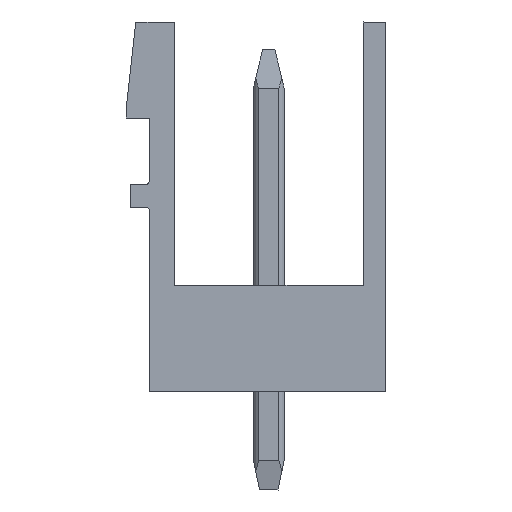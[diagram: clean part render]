
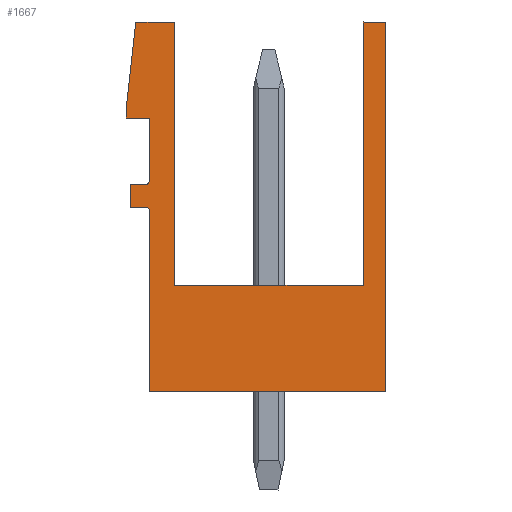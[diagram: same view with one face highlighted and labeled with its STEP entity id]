
A CAD part, left-side view. The second image highlights one B-rep face of the part: STEP entity #1667.
In plain terms, the highlighted planar face has unit normal (-1, 0, 0).
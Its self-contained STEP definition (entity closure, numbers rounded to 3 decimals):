
#1302=AXIS2_PLACEMENT_3D('Circle Axis2P3D',#1300,#1301,$) ;
#1398=AXIS2_PLACEMENT_3D('Circle Axis2P3D',#1396,#1397,$) ;
#1636=AXIS2_PLACEMENT_3D('Plane Axis2P3D',#1633,#1634,#1635) ;
#89=CARTESIAN_POINT('Vertex',(0.,6.86,6.65)) ;
#92=CARTESIAN_POINT('Line Origine',(0.,3.795,6.65)) ;
#96=CARTESIAN_POINT('Vertex',(0.,0.73,6.65)) ;
#1190=CARTESIAN_POINT('Line Origine',(0.,0.73,10.925)) ;
#1194=CARTESIAN_POINT('Vertex',(0.,0.73,15.2)) ;
#1273=CARTESIAN_POINT('Vertex',(0.,7.68,3.2)) ;
#1276=CARTESIAN_POINT('Line Origine',(0.,7.68,6.14)) ;
#1280=CARTESIAN_POINT('Vertex',(0.,7.68,9.08)) ;
#1300=CARTESIAN_POINT('Axis2P3D Location',(0.,7.78,9.08)) ;
#1304=CARTESIAN_POINT('Vertex',(0.,7.78,9.18)) ;
#1324=CARTESIAN_POINT('Line Origine',(0.,8.04,9.18)) ;
#1328=CARTESIAN_POINT('Vertex',(0.,8.3,9.18)) ;
#1348=CARTESIAN_POINT('Line Origine',(0.,8.3,9.555)) ;
#1352=CARTESIAN_POINT('Vertex',(0.,8.3,9.93)) ;
#1372=CARTESIAN_POINT('Line Origine',(0.,8.04,9.93)) ;
#1376=CARTESIAN_POINT('Vertex',(0.,7.78,9.93)) ;
#1396=CARTESIAN_POINT('Axis2P3D Location',(0.,7.78,10.03)) ;
#1400=CARTESIAN_POINT('Vertex',(0.,7.68,10.03)) ;
#1415=CARTESIAN_POINT('Line Origine',(0.,7.68,11.055)) ;
#1419=CARTESIAN_POINT('Vertex',(0.,7.68,12.08)) ;
#1439=CARTESIAN_POINT('Line Origine',(0.,8.055,12.08)) ;
#1443=CARTESIAN_POINT('Vertex',(0.,8.43,12.08)) ;
#1463=CARTESIAN_POINT('Line Origine',(0.,8.43,12.24)) ;
#1467=CARTESIAN_POINT('Vertex',(0.,8.43,12.4)) ;
#1487=CARTESIAN_POINT('Line Origine',(0.,8.275,13.8)) ;
#1491=CARTESIAN_POINT('Vertex',(0.,8.12,15.2)) ;
#1511=CARTESIAN_POINT('Line Origine',(0.,7.49,15.2)) ;
#1515=CARTESIAN_POINT('Vertex',(0.,6.86,15.2)) ;
#1530=CARTESIAN_POINT('Line Origine',(0.,0.365,15.2)) ;
#1534=CARTESIAN_POINT('Vertex',(0.,0.,15.2)) ;
#1554=CARTESIAN_POINT('Line Origine',(0.,0.,9.2)) ;
#1558=CARTESIAN_POINT('Vertex',(0.,0.,3.2)) ;
#1633=CARTESIAN_POINT('Axis2P3D Location',(0.,0.,0.)) ;
#1638=CARTESIAN_POINT('Line Origine',(0.,3.84,3.2)) ;
#1643=CARTESIAN_POINT('Line Origine',(0.,6.86,10.925)) ;
#93=DIRECTION('Vector Direction',(0.,-1.,0.)) ;
#1191=DIRECTION('Vector Direction',(0.,0.,-1.)) ;
#1277=DIRECTION('Vector Direction',(0.,0.,1.)) ;
#1301=DIRECTION('Axis2P3D Direction',(-1.,0.,0.)) ;
#1325=DIRECTION('Vector Direction',(0.,-1.,0.)) ;
#1349=DIRECTION('Vector Direction',(0.,0.,-1.)) ;
#1373=DIRECTION('Vector Direction',(0.,1.,0.)) ;
#1397=DIRECTION('Axis2P3D Direction',(-1.,0.,0.)) ;
#1416=DIRECTION('Vector Direction',(0.,0.,-1.)) ;
#1440=DIRECTION('Vector Direction',(0.,-1.,0.)) ;
#1464=DIRECTION('Vector Direction',(0.,0.,-1.)) ;
#1488=DIRECTION('Vector Direction',(0.,0.11,-0.994)) ;
#1512=DIRECTION('Vector Direction',(0.,-1.,0.)) ;
#1531=DIRECTION('Vector Direction',(0.,1.,0.)) ;
#1555=DIRECTION('Vector Direction',(0.,0.,1.)) ;
#1634=DIRECTION('Axis2P3D Direction',(-1.,0.,0.)) ;
#1635=DIRECTION('Axis2P3D XDirection',(0.,0.,1.)) ;
#1639=DIRECTION('Vector Direction',(0.,1.,0.)) ;
#1644=DIRECTION('Vector Direction',(0.,0.,1.)) ;
#94=VECTOR('Line Direction',#93,1.) ;
#1192=VECTOR('Line Direction',#1191,1.) ;
#1278=VECTOR('Line Direction',#1277,1.) ;
#1326=VECTOR('Line Direction',#1325,1.) ;
#1350=VECTOR('Line Direction',#1349,1.) ;
#1374=VECTOR('Line Direction',#1373,1.) ;
#1417=VECTOR('Line Direction',#1416,1.) ;
#1441=VECTOR('Line Direction',#1440,1.) ;
#1465=VECTOR('Line Direction',#1464,1.) ;
#1489=VECTOR('Line Direction',#1488,1.) ;
#1513=VECTOR('Line Direction',#1512,1.) ;
#1532=VECTOR('Line Direction',#1531,1.) ;
#1556=VECTOR('Line Direction',#1555,1.) ;
#1640=VECTOR('Line Direction',#1639,1.) ;
#1645=VECTOR('Line Direction',#1644,1.) ;
#1649=ORIENTED_EDGE('',*,*,#1642,.T.) ;
#1650=ORIENTED_EDGE('',*,*,#1560,.T.) ;
#1651=ORIENTED_EDGE('',*,*,#1536,.T.) ;
#1652=ORIENTED_EDGE('',*,*,#1196,.T.) ;
#1653=ORIENTED_EDGE('',*,*,#98,.T.) ;
#1654=ORIENTED_EDGE('',*,*,#1647,.T.) ;
#1655=ORIENTED_EDGE('',*,*,#1517,.T.) ;
#1656=ORIENTED_EDGE('',*,*,#1493,.T.) ;
#1657=ORIENTED_EDGE('',*,*,#1469,.T.) ;
#1658=ORIENTED_EDGE('',*,*,#1445,.T.) ;
#1659=ORIENTED_EDGE('',*,*,#1421,.T.) ;
#1660=ORIENTED_EDGE('',*,*,#1402,.T.) ;
#1661=ORIENTED_EDGE('',*,*,#1378,.T.) ;
#1662=ORIENTED_EDGE('',*,*,#1354,.T.) ;
#1663=ORIENTED_EDGE('',*,*,#1330,.T.) ;
#1664=ORIENTED_EDGE('',*,*,#1306,.T.) ;
#1665=ORIENTED_EDGE('',*,*,#1282,.T.) ;
#1667=ADVANCED_FACE('Housing',(#1666),#1637,.T.) ;
#1303=CIRCLE('generated circle',#1302,0.1) ;
#1399=CIRCLE('generated circle',#1398,0.1) ;
#98=EDGE_CURVE('',#97,#90,#95,.F.) ;
#1196=EDGE_CURVE('',#1195,#97,#1193,.T.) ;
#1282=EDGE_CURVE('',#1281,#1274,#1279,.F.) ;
#1306=EDGE_CURVE('',#1305,#1281,#1303,.F.) ;
#1330=EDGE_CURVE('',#1329,#1305,#1327,.T.) ;
#1354=EDGE_CURVE('',#1353,#1329,#1351,.T.) ;
#1378=EDGE_CURVE('',#1377,#1353,#1375,.T.) ;
#1402=EDGE_CURVE('',#1401,#1377,#1399,.F.) ;
#1421=EDGE_CURVE('',#1420,#1401,#1418,.T.) ;
#1445=EDGE_CURVE('',#1444,#1420,#1442,.T.) ;
#1469=EDGE_CURVE('',#1468,#1444,#1466,.T.) ;
#1493=EDGE_CURVE('',#1492,#1468,#1490,.T.) ;
#1517=EDGE_CURVE('',#1516,#1492,#1514,.F.) ;
#1536=EDGE_CURVE('',#1535,#1195,#1533,.T.) ;
#1560=EDGE_CURVE('',#1559,#1535,#1557,.T.) ;
#1642=EDGE_CURVE('',#1274,#1559,#1641,.F.) ;
#1647=EDGE_CURVE('',#90,#1516,#1646,.T.) ;
#1648=EDGE_LOOP('',(#1649,#1650,#1651,#1652,#1653,#1654,#1655,#1656,#1657,#1658,#1659,#1660,#1661,#1662,#1663,#1664,#1665)) ;
#1666=FACE_OUTER_BOUND('',#1648,.T.) ;
#95=LINE('Line',#92,#94) ;
#1193=LINE('Line',#1190,#1192) ;
#1279=LINE('Line',#1276,#1278) ;
#1327=LINE('Line',#1324,#1326) ;
#1351=LINE('Line',#1348,#1350) ;
#1375=LINE('Line',#1372,#1374) ;
#1418=LINE('Line',#1415,#1417) ;
#1442=LINE('Line',#1439,#1441) ;
#1466=LINE('Line',#1463,#1465) ;
#1490=LINE('Line',#1487,#1489) ;
#1514=LINE('Line',#1511,#1513) ;
#1533=LINE('Line',#1530,#1532) ;
#1557=LINE('Line',#1554,#1556) ;
#1641=LINE('Line',#1638,#1640) ;
#1646=LINE('Line',#1643,#1645) ;
#1637=PLANE('',#1636) ;
#90=VERTEX_POINT('',#89) ;
#97=VERTEX_POINT('',#96) ;
#1195=VERTEX_POINT('',#1194) ;
#1274=VERTEX_POINT('',#1273) ;
#1281=VERTEX_POINT('',#1280) ;
#1305=VERTEX_POINT('',#1304) ;
#1329=VERTEX_POINT('',#1328) ;
#1353=VERTEX_POINT('',#1352) ;
#1377=VERTEX_POINT('',#1376) ;
#1401=VERTEX_POINT('',#1400) ;
#1420=VERTEX_POINT('',#1419) ;
#1444=VERTEX_POINT('',#1443) ;
#1468=VERTEX_POINT('',#1467) ;
#1492=VERTEX_POINT('',#1491) ;
#1516=VERTEX_POINT('',#1515) ;
#1535=VERTEX_POINT('',#1534) ;
#1559=VERTEX_POINT('',#1558) ;
